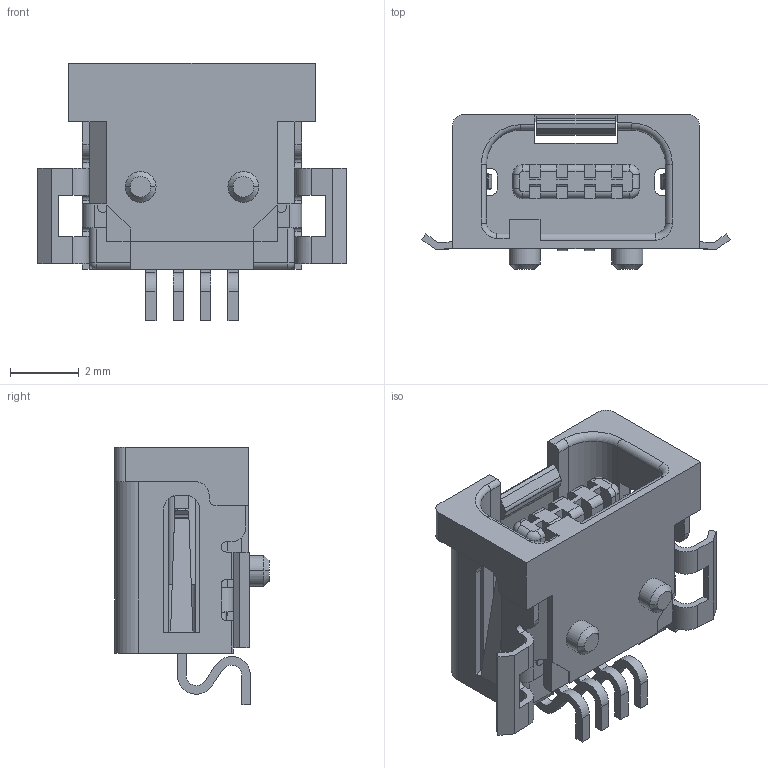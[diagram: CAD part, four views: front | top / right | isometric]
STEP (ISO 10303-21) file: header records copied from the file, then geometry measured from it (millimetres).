
FILE_DESCRIPTION(('OneSpaceDesigner STEP Export'),'2;1');
FILE_NAME('MQ172X-4PA_STEP.stp','2007-02-21T10:11:38',(''),(''),'OneSpace Designer STEP processor (Jan. 2003) for AP214(CD)(Solid Model)','OneSpace Designer 12.00 10-Sep-2003 (C) CoCreate Software GmbH','');
FILE_SCHEMA(('AUTOMOTIVE_DESIGN_CC2 {1 2 10303 214 -1 1 5 1}'));
Length unit declared in the file: millimetre
Products named in the file (2): MQ172X-4PA-ÈÕ
Assembly tree (1 placements, depth 2):
  MQ172X-4PA-ÈÕ
    MQ172X-4PA-ÈÕ
Bounding box: 9 x 4.5 x 7.5 mm (x, y, z)
Volume: 86.6 mm3; surface area: 391.7 mm2
Topology: 1 solids, 1 shells, 542 faces, 1538 edges, 986 vertices
Faces by surface type: plane 394, cylinder 126, torus 14, bspline 4, cone 4
Entity records: 17502 total; most frequent: CARTESIAN_POINT 3690, ORIENTED_EDGE 3076, DIRECTION 2641, EDGE_CURVE 1538, VECTOR 1205, LINE 1205, VERTEX_POINT 986, AXIS2_PLACEMENT_3D 718
